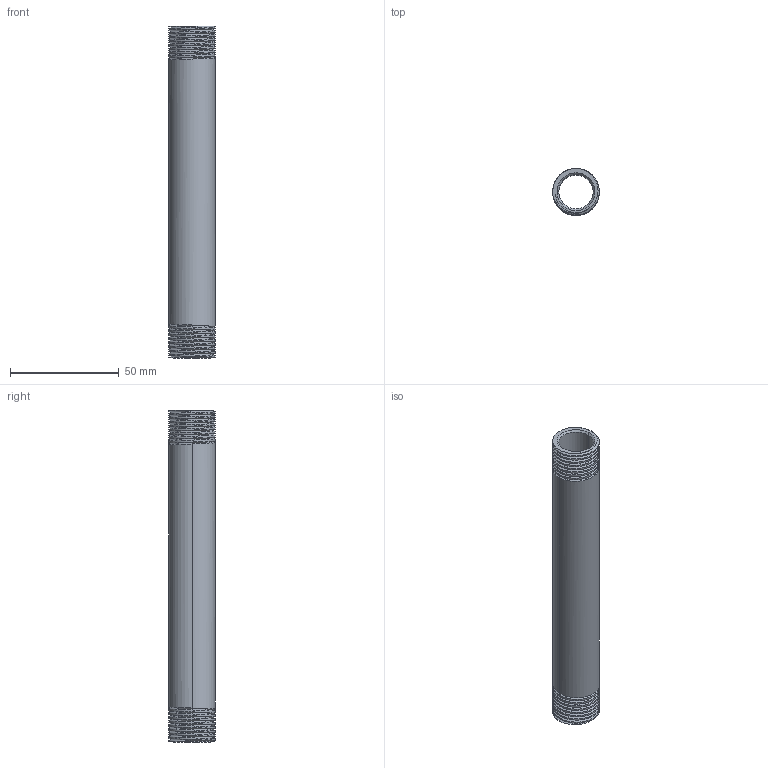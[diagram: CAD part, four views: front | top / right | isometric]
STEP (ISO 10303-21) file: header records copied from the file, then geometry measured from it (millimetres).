
FILE_DESCRIPTION((''),'2;1');
FILE_NAME('190625_ASM','2016-04-29T',('pdmadmin'),(''),'PRO/ENGINEER BY PARAMETRIC TECHNOLOGY CORPORATION, 2016010','PRO/ENGINEER BY PARAMETRIC TECHNOLOGY CORPORATION, 2016010','');
FILE_SCHEMA(('CONFIG_CONTROL_DESIGN'));
Length unit declared in the file: inch
Products named in the file (2): 157191; 190625_ASM
Assembly tree (1 placements, depth 2):
  190625_ASM
    157191
Bounding box: 21.34 x 21.33 x 152.4 mm (x, y, z)
Volume: 24244.5 mm3; surface area: 19100.7 mm2
Topology: 1 solids, 1 shells, 56 faces, 154 edges, 100 vertices
Faces by surface type: cylinder 36, bspline 12, plane 4, cone 4
Entity records: 4921 total; most frequent: CARTESIAN_POINT 3633, ORIENTED_EDGE 308, DIRECTION 168, EDGE_CURVE 154, VERTEX_POINT 100, B_SPLINE_CURVE_WITH_KNOTS 90, EDGE_LOOP 58, AXIS2_PLACEMENT_3D 57
